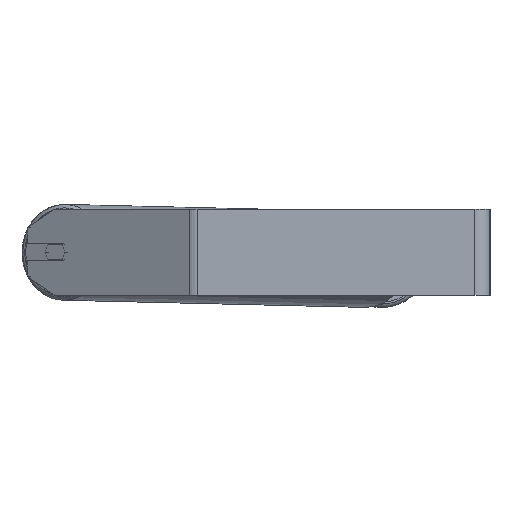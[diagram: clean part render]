
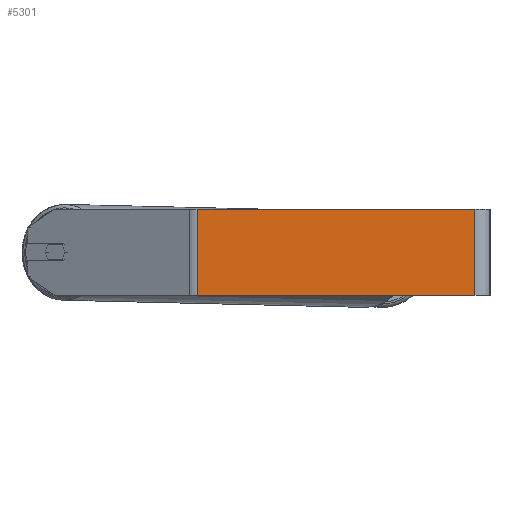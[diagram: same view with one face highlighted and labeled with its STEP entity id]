
A CAD part, left-side view. The second image highlights one B-rep face of the part: STEP entity #5301.
In plain terms, the highlighted planar face has unit normal (-1, 0, 0).
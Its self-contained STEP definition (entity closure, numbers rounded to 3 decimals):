
#302 = VERTEX_POINT ( 'NONE', #1046 ) ;
#459 = EDGE_CURVE ( 'NONE', #2339, #1836, #4438, .T. ) ;
#491 = DIRECTION ( 'NONE',  ( 0., 0., -1. ) ) ;
#593 = VECTOR ( 'NONE', #2588, 1000. ) ;
#613 = CARTESIAN_POINT ( 'NONE',  ( -900., 275.502, -40. ) ) ;
#1046 = CARTESIAN_POINT ( 'NONE',  ( -900., 14., 40. ) ) ;
#1262 = CARTESIAN_POINT ( 'NONE',  ( -900., 271.75, -40. ) ) ;
#1274 = LINE ( 'NONE', #613, #7737 ) ;
#1307 = DIRECTION ( 'NONE',  ( 0., 0., -1. ) ) ;
#1313 = EDGE_LOOP ( 'NONE', ( #3299, #5691, #5270, #4292 ) ) ;
#1394 = FACE_OUTER_BOUND ( 'NONE', #1313, .T. ) ;
#1836 = VERTEX_POINT ( 'NONE', #1262 ) ;
#2339 = VERTEX_POINT ( 'NONE', #7609 ) ;
#2588 = DIRECTION ( 'NONE',  ( 0., 0., -1. ) ) ;
#2906 = EDGE_CURVE ( 'NONE', #2339, #302, #3775, .T. ) ;
#3298 = DIRECTION ( 'NONE',  ( 0., -1., 0. ) ) ;
#3299 = ORIENTED_EDGE ( 'NONE', *, *, #7516, .T. ) ;
#3724 = CARTESIAN_POINT ( 'NONE',  ( -900., 14., -40. ) ) ;
#3729 = DIRECTION ( 'NONE',  ( 0., -1., 0. ) ) ;
#3775 = LINE ( 'NONE', #4432, #5981 ) ;
#4292 = ORIENTED_EDGE ( 'NONE', *, *, #459, .T. ) ;
#4432 = CARTESIAN_POINT ( 'NONE',  ( -900., 275.502, 40. ) ) ;
#4438 = LINE ( 'NONE', #6522, #593 ) ;
#5214 = CARTESIAN_POINT ( 'NONE',  ( -900., 14., 40. ) ) ;
#5270 = ORIENTED_EDGE ( 'NONE', *, *, #2906, .F. ) ;
#5301 = ADVANCED_FACE ( 'NONE', ( #1394 ), #6080, .F. ) ;
#5495 = CARTESIAN_POINT ( 'NONE',  ( -900., 275.502, 40. ) ) ;
#5561 = VERTEX_POINT ( 'NONE', #3724 ) ;
#5691 = ORIENTED_EDGE ( 'NONE', *, *, #8392, .F. ) ;
#5981 = VECTOR ( 'NONE', #3729, 1000. ) ;
#6080 = PLANE ( 'NONE',  #6138 ) ;
#6138 = AXIS2_PLACEMENT_3D ( 'NONE', #5495, #7376, #1307 ) ;
#6522 = CARTESIAN_POINT ( 'NONE',  ( -900., 271.75, 40. ) ) ;
#6612 = VECTOR ( 'NONE', #491, 1000. ) ;
#7376 = DIRECTION ( 'NONE',  ( 1., 0., 0. ) ) ;
#7516 = EDGE_CURVE ( 'NONE', #1836, #5561, #1274, .T. ) ;
#7609 = CARTESIAN_POINT ( 'NONE',  ( -900., 271.75, 40. ) ) ;
#7737 = VECTOR ( 'NONE', #3298, 1000. ) ;
#8392 = EDGE_CURVE ( 'NONE', #302, #5561, #8597, .T. ) ;
#8597 = LINE ( 'NONE', #5214, #6612 ) ;
